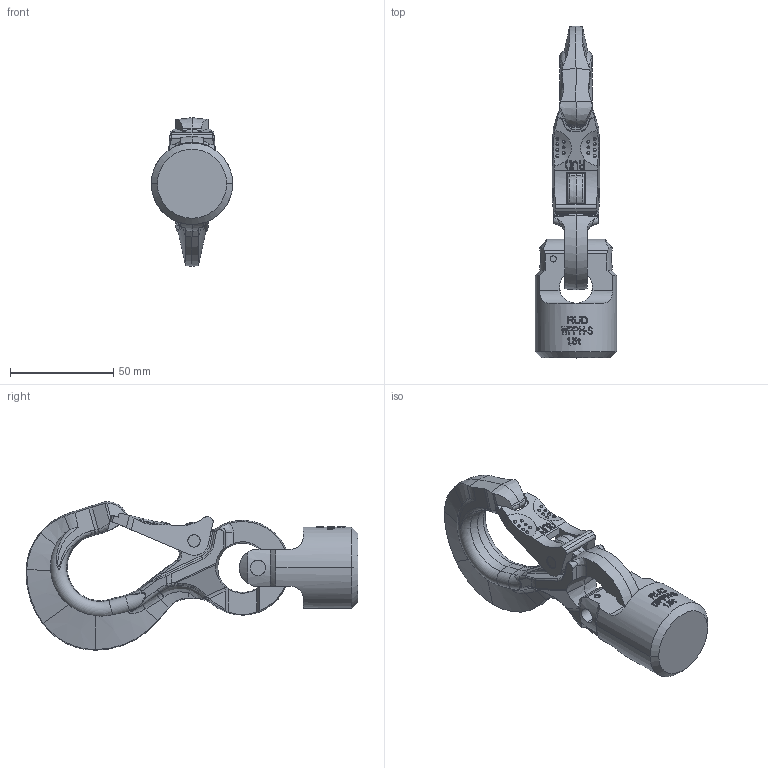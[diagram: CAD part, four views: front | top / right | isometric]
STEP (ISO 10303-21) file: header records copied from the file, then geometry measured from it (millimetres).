
FILE_DESCRIPTION((''),'2;1');
FILE_NAME('4-WPPH-S-1_5T','2005-01-20T',('jakubetz'),(''),'PRO/ENGINEER BY PARAMETRIC TECHNOLOGY CORPORATION, 2001400','PRO/ENGINEER BY PARAMETRIC TECHNOLOGY CORPORATION, 2001400','');
FILE_SCHEMA(('CONFIG_CONTROL_DESIGN'));
Length unit declared in the file: millimetre
Products named in the file (1): 4-WPPH-S-1_5T
Bounding box: 39.5 x 160.97 x 72 mm (x, y, z)
Volume: 98286.9 mm3; surface area: 27443.4 mm2
Topology: 3 solids, 3 shells, 744 faces, 2024 edges, 1297 vertices
Faces by surface type: plane 466, cylinder 108, bspline 64, cone 50, sphere 32, torus 24
Entity records: 27905 total; most frequent: CARTESIAN_POINT 10540, ORIENTED_EDGE 3992, DIRECTION 3037, EDGE_CURVE 1996, VERTEX_POINT 1297, AXIS2_PLACEMENT_3D 1050, VECTOR 937, LINE 937
